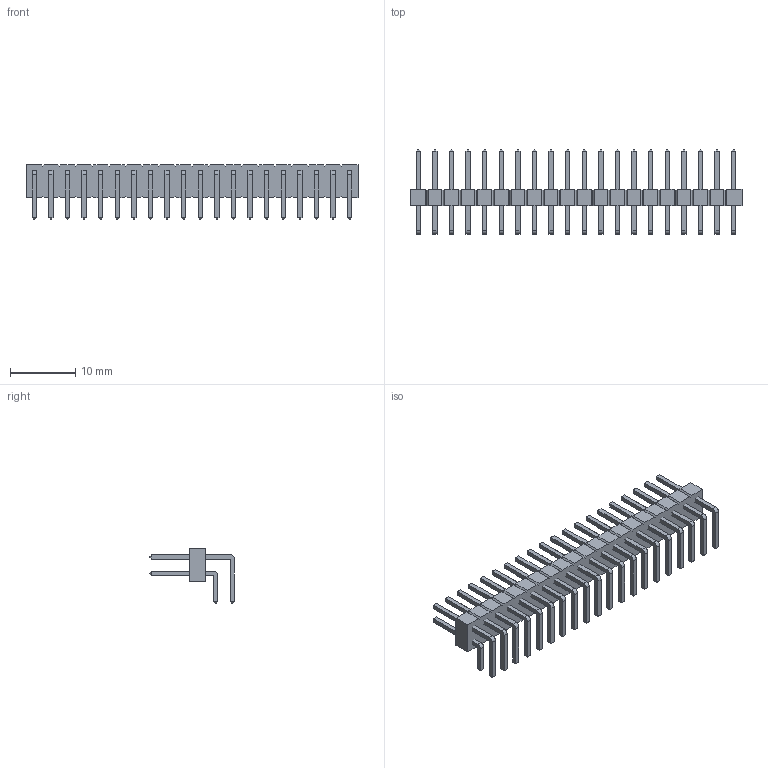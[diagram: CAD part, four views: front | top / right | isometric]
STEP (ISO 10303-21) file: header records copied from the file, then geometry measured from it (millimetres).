
FILE_DESCRIPTION(('FreeCAD Model'),'2;1');
FILE_NAME('1012356.1.1.stp','2020-04-09T18:59:34',( 'Author'),(''),'Open CASCADE STEP processor 6.9','FreeCAD','Unknown' );
FILE_SCHEMA(('AUTOMOTIVE_DESIGN { 1 0 10303 214 1 1 1 1 }'));
Length unit declared in the file: millimetre
Products named in the file (4): ASSEMBLY; Body; LeadsArray
Assembly tree (3 placements, depth 2):
  ASSEMBLY
    Body
    LeadsArray
    LeadsArray
Bounding box: 50.8 x 12.97 x 8.38 mm (x, y, z)
Volume: 947.3 mm3; surface area: 2652.4 mm2
Topology: 41 solids, 41 shells, 900 faces, 2020 edges, 1202 vertices
Faces by surface type: plane 820, cylinder 80
Entity records: 50778 total; most frequent: CARTESIAN_POINT 8798, DIRECTION 7796, LINE 5588, VECTOR 5588, ORIENTED_EDGE 4040, PCURVE 4040, DEFINITIONAL_REPRESENTATION 4040, EDGE_CURVE 2020
